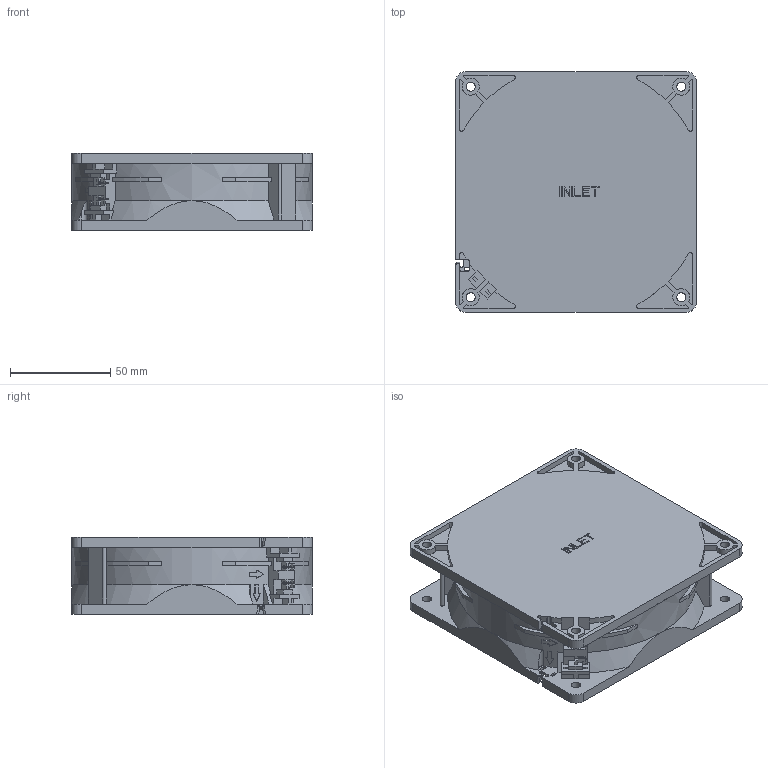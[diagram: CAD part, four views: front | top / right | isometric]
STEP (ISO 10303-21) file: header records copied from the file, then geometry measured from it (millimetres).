
FILE_DESCRIPTION((''),'2;1');
FILE_NAME('4100222100','2017-05-05T',('yiliang.gong'),(''),'CREO PARAMETRIC BY PTC INC, 2015080','CREO PARAMETRIC BY PTC INC, 2015080','');
FILE_SCHEMA(('CONFIG_CONTROL_DESIGN'));
Length unit declared in the file: millimetre
Products named in the file (1): 4100222100
Bounding box: 120 x 120 x 38.43 mm (x, y, z)
Volume: 468987.9 mm3; surface area: 57167.9 mm2
Topology: 1 solids, 1 shells, 563 faces, 1644 edges, 1102 vertices
Faces by surface type: plane 424, cylinder 128, cone 10, extrusion 1
Entity records: 18826 total; most frequent: CARTESIAN_POINT 3506, ORIENTED_EDGE 3288, DIRECTION 3066, EDGE_CURVE 1644, VECTOR 1268, LINE 1267, VERTEX_POINT 1102, AXIS2_PLACEMENT_3D 899
